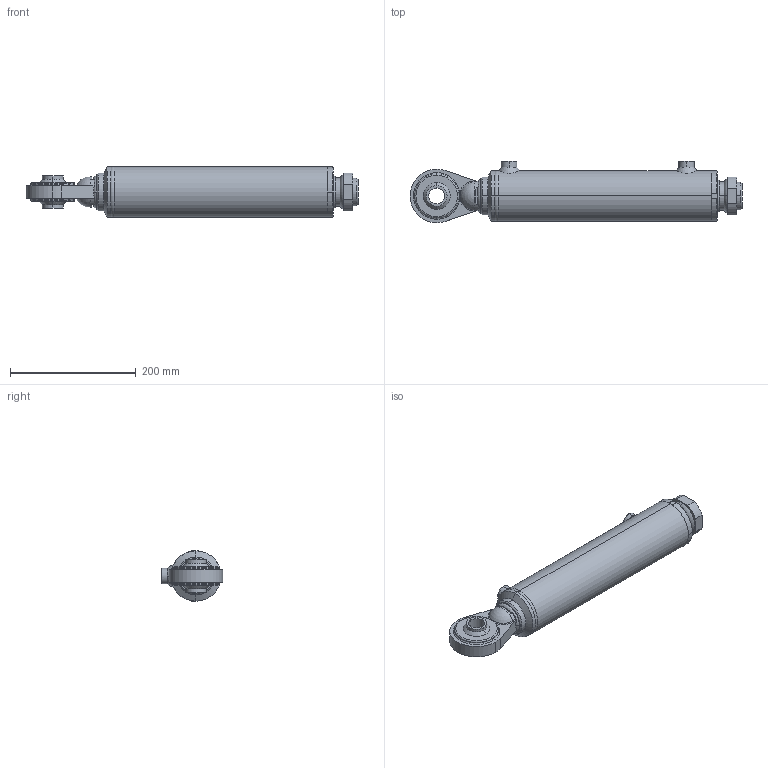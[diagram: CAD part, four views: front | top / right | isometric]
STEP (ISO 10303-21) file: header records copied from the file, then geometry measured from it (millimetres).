
FILE_DESCRIPTION (( 'STEP AP203' ), '1' );
FILE_NAME ('747.B1.STEP', '2014-09-03T07:25:07', ( '' ), ( '' ), 'SwSTEP 2.0', 'SolidWorks 2013', '' );
FILE_SCHEMA (( 'CONFIG_CONTROL_DESIGN' ));
Length unit declared in the file: millimetre
Products named in the file (1): 747.B1
Bounding box: 527.5 x 97.63 x 80.88 mm (x, y, z)
Surface area: 203014.6 mm2 (no closed solid volume)
Topology: 0 solids, 15 shells, 141 faces, 401 edges, 273 vertices
Faces by surface type: cylinder 51, plane 33, cone 27, torus 24, sphere 6
Entity records: 5160 total; most frequent: CARTESIAN_POINT 1422, DIRECTION 835, ORIENTED_EDGE 676, EDGE_CURVE 398, AXIS2_PLACEMENT_3D 359, VERTEX_POINT 272, CIRCLE 217, EDGE_LOOP 159
